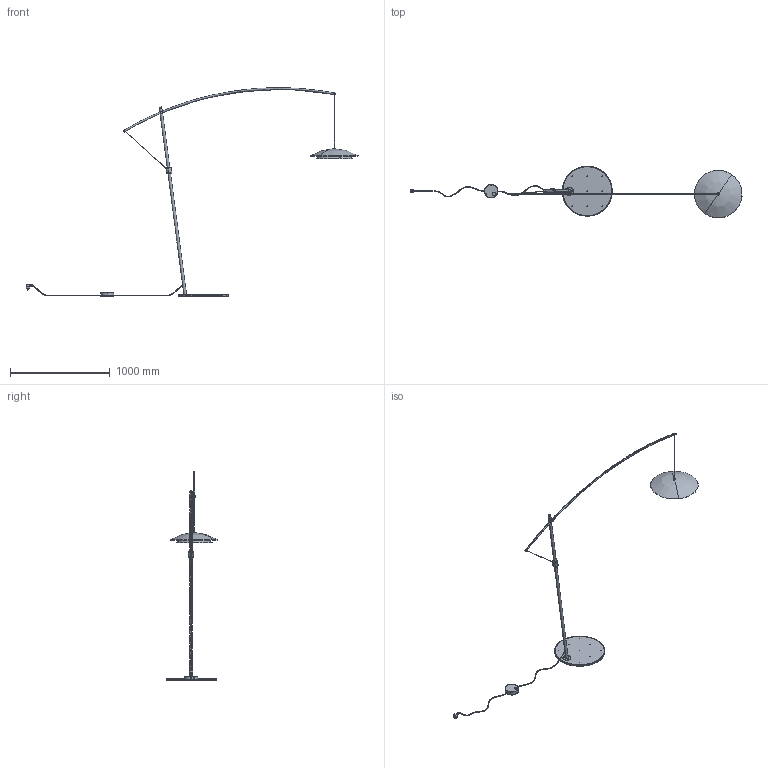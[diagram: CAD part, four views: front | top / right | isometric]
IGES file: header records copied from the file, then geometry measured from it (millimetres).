
Start section: SolidWorks IGES file using analytic representation for surfaces
Global section: file name: 25-8566, 25-8567.IGS; native system: SolidWorks 2020; preprocessor: SolidWorks 2020; author: jsampons; date: 210805.134804; units: millimetre
Bounding box: 3322.43 x 518.47 x 2087.91 mm (x, y, z)
Surface area: 2161044.3 mm2 (no closed solid volume)
Topology: 0 solids, 0 shells, 758 faces, 14524 edges, 14497 vertices
Faces by surface type: revolution 441, bspline 317
